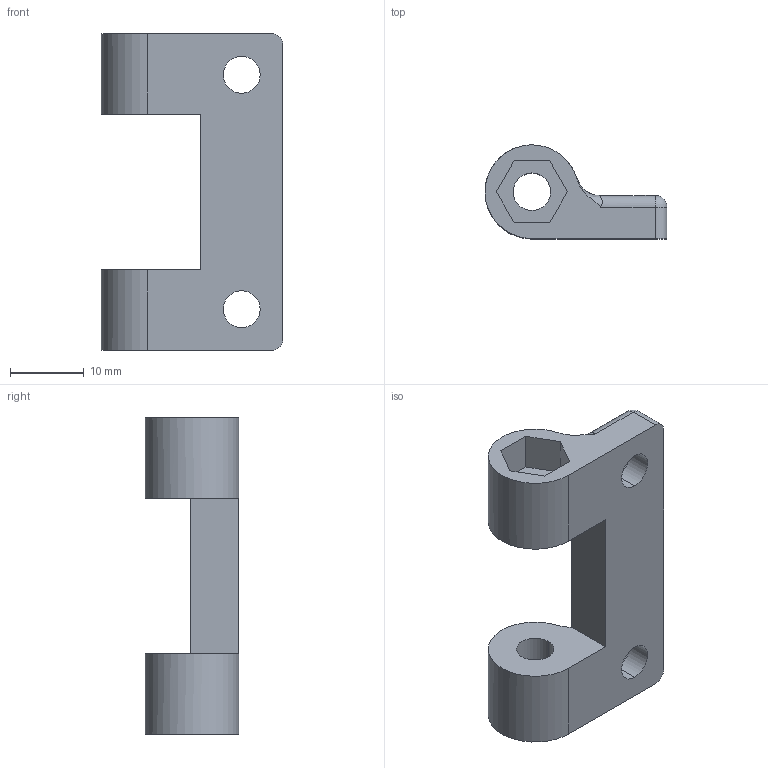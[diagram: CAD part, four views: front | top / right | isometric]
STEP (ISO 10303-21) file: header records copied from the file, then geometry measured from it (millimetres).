
FILE_DESCRIPTION (( 'STEP AP203' ), '1' );
FILE_NAME ('655078b.SLDPRT.step', '2003-10-13T11:35:20', ( 'Jerry Winters' ), ( 'GoEngineer' ), 'SwSTEP 2.0', 'SolidWorks 2003174', '' );
FILE_SCHEMA (( 'CONFIG_CONTROL_DESIGN' ));
Length unit declared in the file: inch
Products named in the file (1): 655078b.SLDPRT
Bounding box: 24.64 x 12.69 x 42.93 mm (x, y, z)
Volume: 4629.9 mm3; surface area: 3354.9 mm2
Topology: 1 solids, 1 shells, 57 faces, 148 edges, 93 vertices
Faces by surface type: plane 28, cylinder 23, bspline 4, sphere 2
Entity records: 5163 total; most frequent: CARTESIAN_POINT 3678, ORIENTED_EDGE 292, DIRECTION 291, EDGE_CURVE 146, AXIS2_PLACEMENT_3D 105, VERTEX_POINT 93, LINE 81, VECTOR 81
